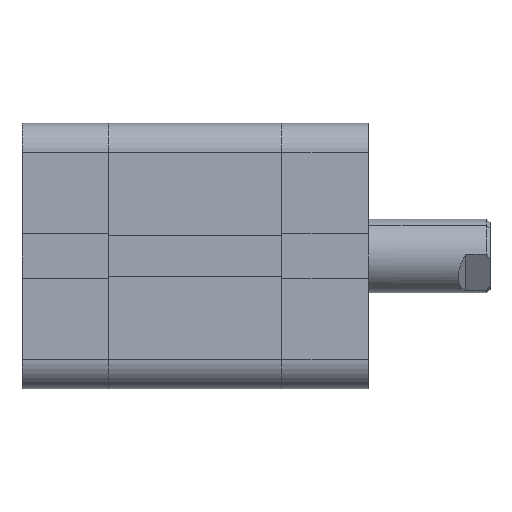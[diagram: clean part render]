
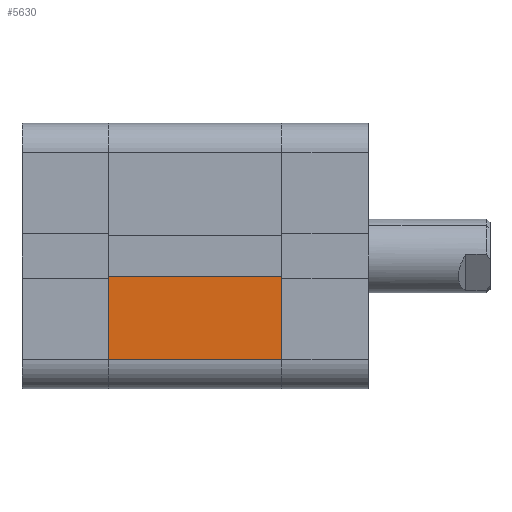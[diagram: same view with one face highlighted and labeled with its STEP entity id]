
A CAD part, front view. The second image highlights one B-rep face of the part: STEP entity #5630.
In plain terms, the highlighted planar face has unit normal (0, -1, 0).
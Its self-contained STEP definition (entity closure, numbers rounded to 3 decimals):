
#832 = CARTESIAN_POINT ( 'NONE',  ( 0., -18., -14. ) ) ;
#999 = VERTEX_POINT ( 'NONE', #12515 ) ;
#1189 = DIRECTION ( 'NONE',  ( 0., 0., -1. ) ) ;
#5157 = VECTOR ( 'NONE', #1189, 1000. ) ;
#5256 = DIRECTION ( 'NONE',  ( 0., 0., -1. ) ) ;
#5630 = ADVANCED_FACE ( 'NONE', ( #22343 ), #26249, .F. ) ;
#5732 = CARTESIAN_POINT ( 'NONE',  ( 23.5, -18., -2.8 ) ) ;
#7006 = VECTOR ( 'NONE', #24622, 1000. ) ;
#8633 = EDGE_CURVE ( 'NONE', #26026, #23856, #13940, .T. ) ;
#9676 = EDGE_CURVE ( 'NONE', #15186, #999, #11114, .T. ) ;
#9958 = LINE ( 'NONE', #26739, #26288 ) ;
#11114 = LINE ( 'NONE', #12933, #12805 ) ;
#12229 = CARTESIAN_POINT ( 'NONE',  ( 0., -18., -18. ) ) ;
#12515 = CARTESIAN_POINT ( 'NONE',  ( 23.5, -18., -14. ) ) ;
#12805 = VECTOR ( 'NONE', #17501, 1000. ) ;
#12933 = CARTESIAN_POINT ( 'NONE',  ( 23.5, -18., -14. ) ) ;
#13940 = LINE ( 'NONE', #16150, #7006 ) ;
#14306 = LINE ( 'NONE', #12229, #5157 ) ;
#15186 = VERTEX_POINT ( 'NONE', #832 ) ;
#16091 = EDGE_LOOP ( 'NONE', ( #19579, #26481, #23028, #24995 ) ) ;
#16150 = CARTESIAN_POINT ( 'NONE',  ( 23.501, -18., -2.8 ) ) ;
#16606 = CARTESIAN_POINT ( 'NONE',  ( 0., -18., -2.8 ) ) ;
#17501 = DIRECTION ( 'NONE',  ( 1., 0., 0. ) ) ;
#18041 = DIRECTION ( 'NONE',  ( 0., 0., 1. ) ) ;
#19579 = ORIENTED_EDGE ( 'NONE', *, *, #8633, .T. ) ;
#19856 = DIRECTION ( 'NONE',  ( 0., 1., 0. ) ) ;
#20128 = CARTESIAN_POINT ( 'NONE',  ( 23.5, -18., -18. ) ) ;
#20620 = EDGE_CURVE ( 'NONE', #26026, #999, #9958, .T. ) ;
#22343 = FACE_OUTER_BOUND ( 'NONE', #16091, .T. ) ;
#23028 = ORIENTED_EDGE ( 'NONE', *, *, #9676, .T. ) ;
#23521 = EDGE_CURVE ( 'NONE', #23856, #15186, #14306, .T. ) ;
#23856 = VERTEX_POINT ( 'NONE', #16606 ) ;
#24622 = DIRECTION ( 'NONE',  ( -1., 0., 0. ) ) ;
#24933 = AXIS2_PLACEMENT_3D ( 'NONE', #20128, #19856, #18041 ) ;
#24995 = ORIENTED_EDGE ( 'NONE', *, *, #20620, .F. ) ;
#26026 = VERTEX_POINT ( 'NONE', #5732 ) ;
#26249 = PLANE ( 'NONE',  #24933 ) ;
#26288 = VECTOR ( 'NONE', #5256, 1000. ) ;
#26481 = ORIENTED_EDGE ( 'NONE', *, *, #23521, .T. ) ;
#26739 = CARTESIAN_POINT ( 'NONE',  ( 23.5, -18., -18. ) ) ;
